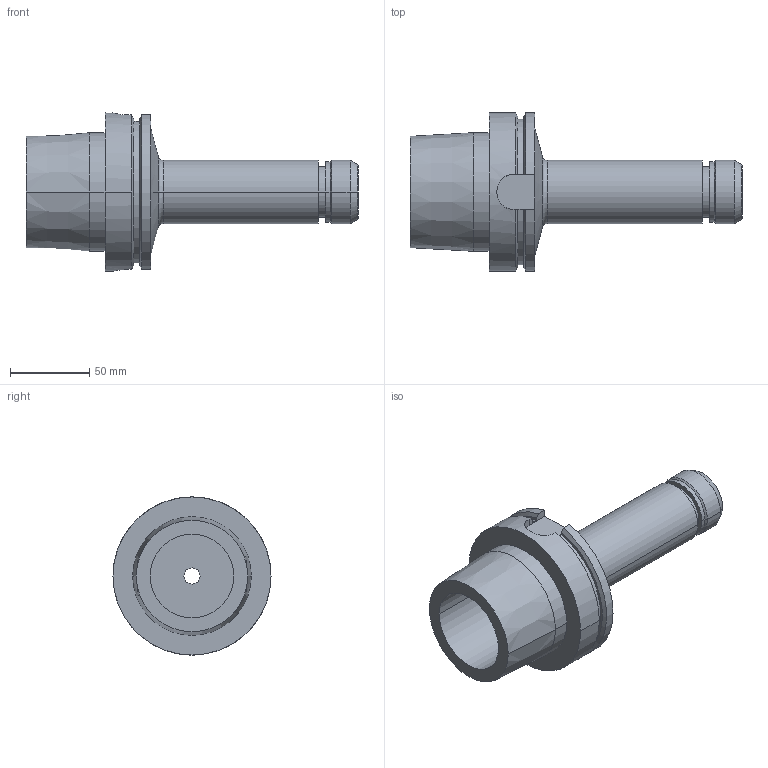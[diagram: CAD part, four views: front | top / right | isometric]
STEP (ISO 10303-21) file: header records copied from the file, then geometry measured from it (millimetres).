
FILE_DESCRIPTION((''),'2;1');
FILE_NAME('8270041655','2021-02-09T10:54:28',('thiemer'),(''),'CREO PARAMETRIC BY PTC INC, 2020053','CREO PARAMETRIC BY PTC INC, 2020053','');
FILE_SCHEMA(('AP242_MANAGED_MODEL_BASED_3D_ENGINEERING_MIM_LF { 1 0 10303 442 1 1 4 }'));
Length unit declared in the file: millimetre
Products named in the file (1): 8270041655
Bounding box: 210 x 100 x 100 mm (x, y, z)
Volume: 454927.4 mm3; surface area: 70055.3 mm2
Topology: 1 solids, 1 shells, 80 faces, 205 edges, 137 vertices
Faces by surface type: cylinder 32, plane 26, cone 18, torus 4
Entity records: 3633 total; most frequent: CARTESIAN_POINT 542, DIRECTION 489, ORIENTED_EDGE 382, PRESENTATION_STYLE_ASSIGNMENT 220, STYLED_ITEM 220, CURVE_STYLE 219, AXIS2_PLACEMENT_3D 192, EDGE_CURVE 191
